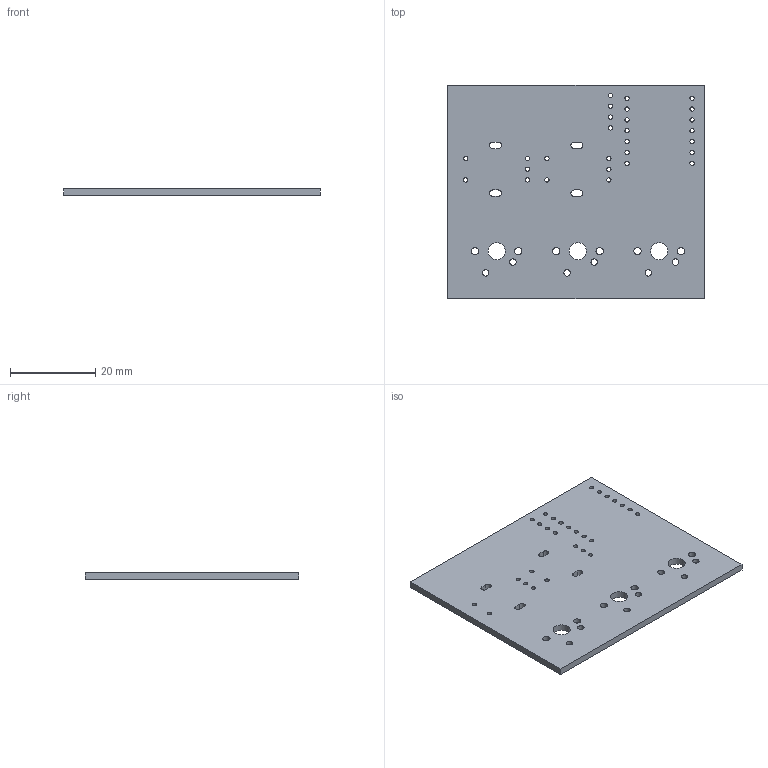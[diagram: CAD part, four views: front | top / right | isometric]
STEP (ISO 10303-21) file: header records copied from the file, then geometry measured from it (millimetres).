
FILE_DESCRIPTION(('KiCad electronic assembly'),'2;1');
FILE_NAME('HackClubHackPad.step','2024-10-05T14:58:06',('Pcbnew'),( 'Kicad'),'Open CASCADE STEP processor 7.8','KiCad to STEP converter' ,'Unknown');
FILE_SCHEMA(('AUTOMOTIVE_DESIGN { 1 0 10303 214 1 1 1 1 }'));
Length unit declared in the file: millimetre
Products named in the file (2): HackClubHackPad 1; HackClubHackPad_PCB
Assembly tree (1 placements, depth 2):
  HackClubHackPad 1
    HackClubHackPad_PCB
Bounding box: 60 x 50 x 1.6 mm (x, y, z)
Volume: 4642 mm3; surface area: 6498.8 mm2
Topology: 1 solids, 1 shells, 65 faces, 189 edges, 126 vertices
Faces by surface type: cylinder 51, plane 14
Full cylindrical faces by diameter (mm): 1 x28, 1.5 x6, 1.7 x6, 4 x3
Entity records: 2430 total; most frequent: DIRECTION 425, CARTESIAN_POINT 382, ORIENTED_EDGE 378, EDGE_CURVE 189, AXIS2_PLACEMENT_3D 169, FACE_BOUND 159, EDGE_LOOP 159, VERTEX_POINT 126
